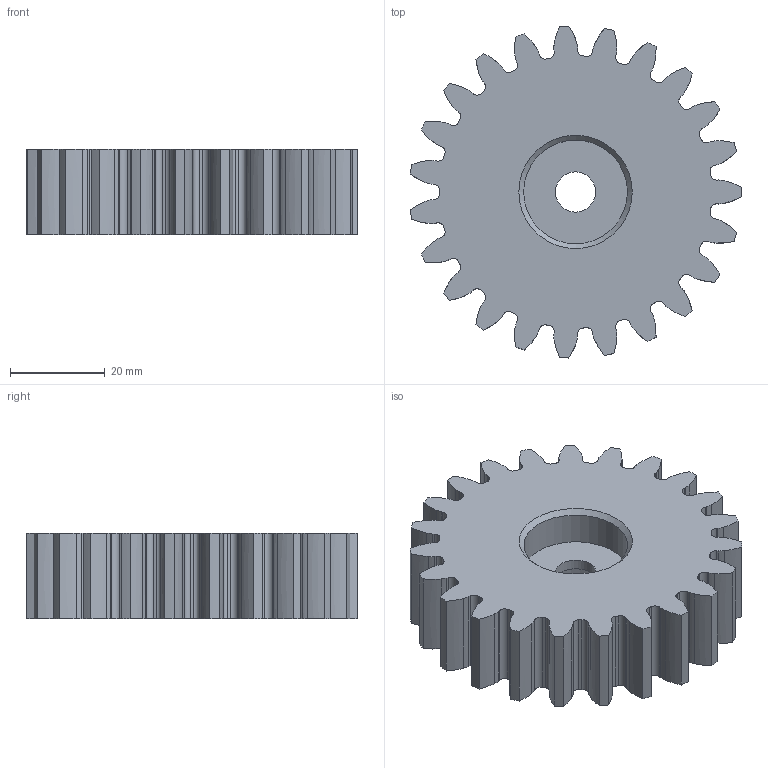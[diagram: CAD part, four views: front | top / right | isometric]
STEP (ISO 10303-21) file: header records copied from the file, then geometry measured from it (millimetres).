
FILE_DESCRIPTION(('FreeCAD Model'),'2;1');
FILE_NAME('Open CASCADE Shape Model','2025-10-01T12:02:31',(''),(''), 'Open CASCADE STEP processor 7.8','FreeCAD','Unknown');
FILE_SCHEMA(('AUTOMOTIVE_DESIGN { 1 0 10303 214 1 1 1 1 }'));
Length unit declared in the file: millimetre
Products named in the file (2): Planet001; Body
Assembly tree (1 placements, depth 2):
  Planet001
    Body
Bounding box: 69.8 x 69.95 x 18 mm (x, y, z)
Volume: 51573 mm3; surface area: 14559.5 mm2
Topology: 1 solids, 1 shells, 239 faces, 703 edges, 468 vertices
Faces by surface type: cylinder 95, extrusion 92, plane 50, cone 2
Full cylindrical faces by diameter (mm): 8.5 x1, 21.9 x2
Entity records: 8477 total; most frequent: CARTESIAN_POINT 2240, ORIENTED_EDGE 1406, DIRECTION 1101, EDGE_CURVE 703, VERTEX_POINT 468, VECTOR 419, AXIS2_PLACEMENT_3D 341, LINE 327
